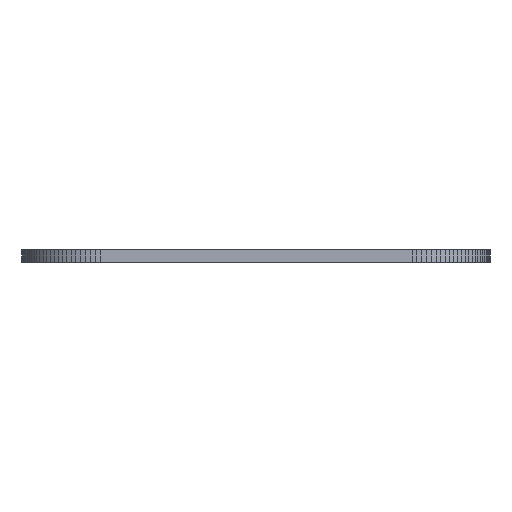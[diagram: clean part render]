
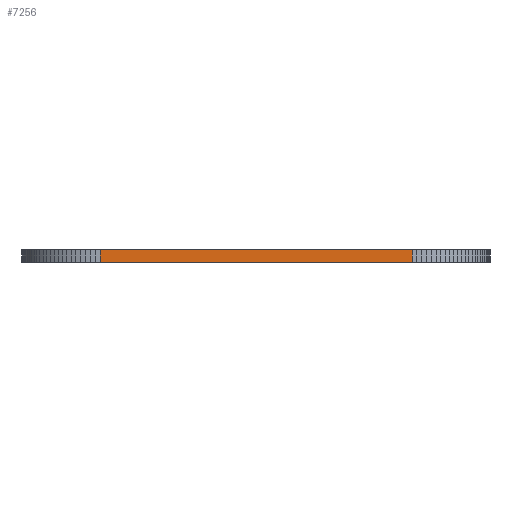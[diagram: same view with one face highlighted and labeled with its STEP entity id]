
A CAD part, front view. The second image highlights one B-rep face of the part: STEP entity #7256.
In plain terms, the highlighted planar face has unit normal (0, -1, 0).
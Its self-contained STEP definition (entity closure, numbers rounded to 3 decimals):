
#90 = PLANE('',#91);
#91 = AXIS2_PLACEMENT_3D('',#92,#93,#94);
#92 = CARTESIAN_POINT('',(30.828,-41.181,1.6));
#93 = DIRECTION('',(-0.,-0.,-1.));
#94 = DIRECTION('',(-1.,0.,0.));
#144 = PLANE('',#145);
#145 = AXIS2_PLACEMENT_3D('',#146,#147,#148);
#146 = CARTESIAN_POINT('',(30.828,-41.181,0.));
#147 = DIRECTION('',(-0.,-0.,-1.));
#148 = DIRECTION('',(-1.,0.,0.));
#953 = VERTEX_POINT('',#954);
#954 = CARTESIAN_POINT('',(50.828,-108.898,0.));
#968 = PLANE('',#969);
#969 = AXIS2_PLACEMENT_3D('',#970,#971,#972);
#970 = CARTESIAN_POINT('',(51.456,-108.878,0.));
#971 = DIRECTION('',(0.031,-1.,0.));
#972 = DIRECTION('',(-1.,-0.031,0.));
#980 = EDGE_CURVE('',#953,#981,#983,.T.);
#981 = VERTEX_POINT('',#982);
#982 = CARTESIAN_POINT('',(10.828,-108.898,0.));
#983 = SURFACE_CURVE('',#984,(#988,#995),.PCURVE_S1.);
#984 = LINE('',#985,#986);
#985 = CARTESIAN_POINT('',(50.828,-108.898,0.));
#986 = VECTOR('',#987,1.);
#987 = DIRECTION('',(-1.,0.,0.));
#988 = PCURVE('',#144,#989);
#989 = DEFINITIONAL_REPRESENTATION('',(#990),#994);
#990 = LINE('',#991,#992);
#991 = CARTESIAN_POINT('',(-20.,-67.717));
#992 = VECTOR('',#993,1.);
#993 = DIRECTION('',(1.,0.));
#994 = ( GEOMETRIC_REPRESENTATION_CONTEXT(2) 
PARAMETRIC_REPRESENTATION_CONTEXT() REPRESENTATION_CONTEXT('2D SPACE',''
  ) );
#995 = PCURVE('',#996,#1001);
#996 = PLANE('',#997);
#997 = AXIS2_PLACEMENT_3D('',#998,#999,#1000);
#998 = CARTESIAN_POINT('',(50.828,-108.898,0.));
#999 = DIRECTION('',(0.,-1.,0.));
#1000 = DIRECTION('',(-1.,0.,0.));
#1001 = DEFINITIONAL_REPRESENTATION('',(#1002),#1006);
#1002 = LINE('',#1003,#1004);
#1003 = CARTESIAN_POINT('',(0.,-0.));
#1004 = VECTOR('',#1005,1.);
#1005 = DIRECTION('',(1.,0.));
#1006 = ( GEOMETRIC_REPRESENTATION_CONTEXT(2) 
PARAMETRIC_REPRESENTATION_CONTEXT() REPRESENTATION_CONTEXT('2D SPACE',''
  ) );
#1024 = PLANE('',#1025);
#1025 = AXIS2_PLACEMENT_3D('',#1026,#1027,#1028);
#1026 = CARTESIAN_POINT('',(10.828,-108.898,0.));
#1027 = DIRECTION('',(-0.031,-1.,0.));
#1028 = DIRECTION('',(-1.,0.031,0.));
#3896 = VERTEX_POINT('',#3897);
#3897 = CARTESIAN_POINT('',(50.828,-108.898,1.6));
#3918 = EDGE_CURVE('',#3896,#3919,#3921,.T.);
#3919 = VERTEX_POINT('',#3920);
#3920 = CARTESIAN_POINT('',(10.828,-108.898,1.6));
#3921 = SURFACE_CURVE('',#3922,(#3926,#3933),.PCURVE_S1.);
#3922 = LINE('',#3923,#3924);
#3923 = CARTESIAN_POINT('',(50.828,-108.898,1.6));
#3924 = VECTOR('',#3925,1.);
#3925 = DIRECTION('',(-1.,0.,0.));
#3926 = PCURVE('',#90,#3927);
#3927 = DEFINITIONAL_REPRESENTATION('',(#3928),#3932);
#3928 = LINE('',#3929,#3930);
#3929 = CARTESIAN_POINT('',(-20.,-67.717));
#3930 = VECTOR('',#3931,1.);
#3931 = DIRECTION('',(1.,0.));
#3932 = ( GEOMETRIC_REPRESENTATION_CONTEXT(2) 
PARAMETRIC_REPRESENTATION_CONTEXT() REPRESENTATION_CONTEXT('2D SPACE',''
  ) );
#3933 = PCURVE('',#996,#3934);
#3934 = DEFINITIONAL_REPRESENTATION('',(#3935),#3939);
#3935 = LINE('',#3936,#3937);
#3936 = CARTESIAN_POINT('',(0.,-1.6));
#3937 = VECTOR('',#3938,1.);
#3938 = DIRECTION('',(1.,0.));
#3939 = ( GEOMETRIC_REPRESENTATION_CONTEXT(2) 
PARAMETRIC_REPRESENTATION_CONTEXT() REPRESENTATION_CONTEXT('2D SPACE',''
  ) );
#7208 = EDGE_CURVE('',#953,#3896,#7209,.T.);
#7209 = SURFACE_CURVE('',#7210,(#7214,#7221),.PCURVE_S1.);
#7210 = LINE('',#7211,#7212);
#7211 = CARTESIAN_POINT('',(50.828,-108.898,0.));
#7212 = VECTOR('',#7213,1.);
#7213 = DIRECTION('',(0.,0.,1.));
#7214 = PCURVE('',#968,#7215);
#7215 = DEFINITIONAL_REPRESENTATION('',(#7216),#7220);
#7216 = LINE('',#7217,#7218);
#7217 = CARTESIAN_POINT('',(0.628,0.));
#7218 = VECTOR('',#7219,1.);
#7219 = DIRECTION('',(0.,-1.));
#7220 = ( GEOMETRIC_REPRESENTATION_CONTEXT(2) 
PARAMETRIC_REPRESENTATION_CONTEXT() REPRESENTATION_CONTEXT('2D SPACE',''
  ) );
#7221 = PCURVE('',#996,#7222);
#7222 = DEFINITIONAL_REPRESENTATION('',(#7223),#7227);
#7223 = LINE('',#7224,#7225);
#7224 = CARTESIAN_POINT('',(0.,-0.));
#7225 = VECTOR('',#7226,1.);
#7226 = DIRECTION('',(0.,-1.));
#7227 = ( GEOMETRIC_REPRESENTATION_CONTEXT(2) 
PARAMETRIC_REPRESENTATION_CONTEXT() REPRESENTATION_CONTEXT('2D SPACE',''
  ) );
#7256 = ADVANCED_FACE('',(#7257),#996,.T.);
#7257 = FACE_BOUND('',#7258,.T.);
#7258 = EDGE_LOOP('',(#7259,#7260,#7261,#7282));
#7259 = ORIENTED_EDGE('',*,*,#7208,.T.);
#7260 = ORIENTED_EDGE('',*,*,#3918,.T.);
#7261 = ORIENTED_EDGE('',*,*,#7262,.F.);
#7262 = EDGE_CURVE('',#981,#3919,#7263,.T.);
#7263 = SURFACE_CURVE('',#7264,(#7268,#7275),.PCURVE_S1.);
#7264 = LINE('',#7265,#7266);
#7265 = CARTESIAN_POINT('',(10.828,-108.898,0.));
#7266 = VECTOR('',#7267,1.);
#7267 = DIRECTION('',(0.,0.,1.));
#7268 = PCURVE('',#996,#7269);
#7269 = DEFINITIONAL_REPRESENTATION('',(#7270),#7274);
#7270 = LINE('',#7271,#7272);
#7271 = CARTESIAN_POINT('',(40.,0.));
#7272 = VECTOR('',#7273,1.);
#7273 = DIRECTION('',(0.,-1.));
#7274 = ( GEOMETRIC_REPRESENTATION_CONTEXT(2) 
PARAMETRIC_REPRESENTATION_CONTEXT() REPRESENTATION_CONTEXT('2D SPACE',''
  ) );
#7275 = PCURVE('',#1024,#7276);
#7276 = DEFINITIONAL_REPRESENTATION('',(#7277),#7281);
#7277 = LINE('',#7278,#7279);
#7278 = CARTESIAN_POINT('',(0.,0.));
#7279 = VECTOR('',#7280,1.);
#7280 = DIRECTION('',(0.,-1.));
#7281 = ( GEOMETRIC_REPRESENTATION_CONTEXT(2) 
PARAMETRIC_REPRESENTATION_CONTEXT() REPRESENTATION_CONTEXT('2D SPACE',''
  ) );
#7282 = ORIENTED_EDGE('',*,*,#980,.F.);
